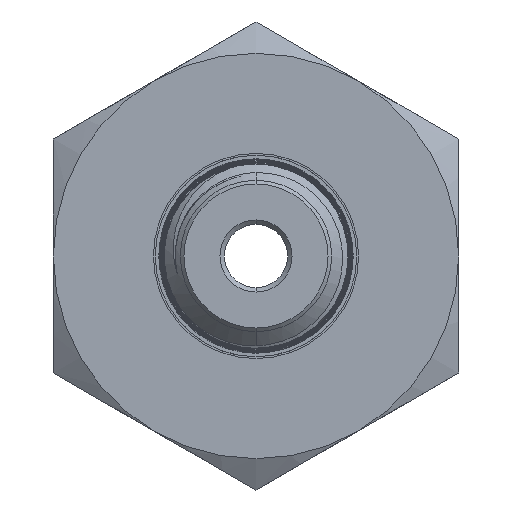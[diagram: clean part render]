
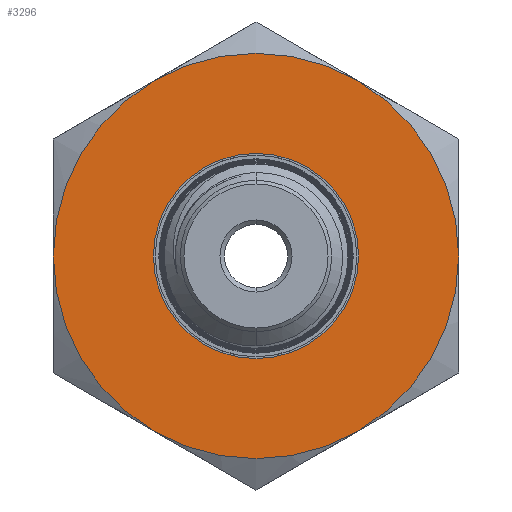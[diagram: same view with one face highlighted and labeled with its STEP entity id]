
A CAD part, left-side view. The second image highlights one B-rep face of the part: STEP entity #3296.
In plain terms, the highlighted planar face has unit normal (-1, 0, 0).
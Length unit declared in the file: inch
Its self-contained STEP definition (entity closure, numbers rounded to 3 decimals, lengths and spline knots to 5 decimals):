
#113 = CIRCLE ( 'NONE', #13053, 0.5625 ) ;
#217 = CIRCLE ( 'NONE', #8753, 0.5625 ) ;
#356 = CARTESIAN_POINT ( 'NONE',  ( -0.9445, 0., 0. ) ) ;
#411 = DIRECTION ( 'NONE',  ( 0., 0., -1. ) ) ;
#415 = AXIS2_PLACEMENT_3D ( 'NONE', #356, #10424, #1813 ) ;
#1520 = ORIENTED_EDGE ( 'NONE', *, *, #4694, .F. ) ;
#1620 = CARTESIAN_POINT ( 'NONE',  ( -0.9445, -0.48714, -0.28125 ) ) ;
#1813 = DIRECTION ( 'NONE',  ( 0., 0., -1. ) ) ;
#1896 = EDGE_CURVE ( 'NONE', #12791, #4231, #8098, .T. ) ;
#2154 = EDGE_CURVE ( 'NONE', #4231, #17384, #18316, .T. ) ;
#2356 = CARTESIAN_POINT ( 'NONE',  ( -0.9445, 0.48714, -0.28125 ) ) ;
#2931 = ORIENTED_EDGE ( 'NONE', *, *, #1896, .F. ) ;
#3296 = ADVANCED_FACE ( 'NONE', ( #14424, #10151 ), #12578, .T. ) ;
#3515 = CARTESIAN_POINT ( 'NONE',  ( -0.9445, 0., 0. ) ) ;
#3998 = AXIS2_PLACEMENT_3D ( 'NONE', #12515, #16981, #13917 ) ;
#4231 = VERTEX_POINT ( 'NONE', #8402 ) ;
#4419 = DIRECTION ( 'NONE',  ( 1., 0., 0. ) ) ;
#4536 = CARTESIAN_POINT ( 'NONE',  ( -0.9445, 0., -0.28475 ) ) ;
#4555 = EDGE_CURVE ( 'NONE', #13235, #12791, #113, .T. ) ;
#4662 = CARTESIAN_POINT ( 'NONE',  ( -0.9445, 0., 0. ) ) ;
#4694 = EDGE_CURVE ( 'NONE', #17384, #5259, #5929, .T. ) ;
#4783 = DIRECTION ( 'NONE',  ( 1., 0., 0. ) ) ;
#4844 = DIRECTION ( 'NONE',  ( 1., 0., 0. ) ) ;
#4873 = AXIS2_PLACEMENT_3D ( 'NONE', #13684, #9173, #15221 ) ;
#4952 = DIRECTION ( 'NONE',  ( 0., 0., -1. ) ) ;
#5259 = VERTEX_POINT ( 'NONE', #11942 ) ;
#5688 = DIRECTION ( 'NONE',  ( 0., 0., -1. ) ) ;
#5929 = CIRCLE ( 'NONE', #13894, 0.5625 ) ;
#6017 = CIRCLE ( 'NONE', #18098, 0.28475 ) ;
#6380 = CARTESIAN_POINT ( 'NONE',  ( -0.9445, 0., 0. ) ) ;
#6449 = EDGE_CURVE ( 'NONE', #5259, #15748, #7017, .T. ) ;
#7017 = CIRCLE ( 'NONE', #415, 0.5625 ) ;
#7027 = VERTEX_POINT ( 'NONE', #4536 ) ;
#7647 = DIRECTION ( 'NONE',  ( 0., 0., -1. ) ) ;
#7783 = DIRECTION ( 'NONE',  ( 1., 0., 0. ) ) ;
#8098 = CIRCLE ( 'NONE', #11104, 0.5625 ) ;
#8128 = ORIENTED_EDGE ( 'NONE', *, *, #18009, .T. ) ;
#8402 = CARTESIAN_POINT ( 'NONE',  ( -0.9445, -0.48714, 0.28125 ) ) ;
#8753 = AXIS2_PLACEMENT_3D ( 'NONE', #6380, #7783, #4952 ) ;
#9173 = DIRECTION ( 'NONE',  ( 1., 0., 0. ) ) ;
#9624 = EDGE_LOOP ( 'NONE', ( #15972, #8128 ) ) ;
#9868 = VERTEX_POINT ( 'NONE', #12363 ) ;
#10151 = FACE_OUTER_BOUND ( 'NONE', #15995, .T. ) ;
#10424 = DIRECTION ( 'NONE',  ( 1., 0., 0. ) ) ;
#10897 = CARTESIAN_POINT ( 'NONE',  ( -0.9445, 0.48714, 0.28125 ) ) ;
#11104 = AXIS2_PLACEMENT_3D ( 'NONE', #4662, #4783, #13475 ) ;
#11170 = ORIENTED_EDGE ( 'NONE', *, *, #16172, .F. ) ;
#11503 = CARTESIAN_POINT ( 'NONE',  ( -0.9445, 0., 0. ) ) ;
#11942 = CARTESIAN_POINT ( 'NONE',  ( -0.9445, 0., -0.5625 ) ) ;
#12008 = DIRECTION ( 'NONE',  ( 0., 0., -1. ) ) ;
#12089 = CIRCLE ( 'NONE', #4873, 0.28475 ) ;
#12363 = CARTESIAN_POINT ( 'NONE',  ( -0.9445, 0., 0.28475 ) ) ;
#12515 = CARTESIAN_POINT ( 'NONE',  ( -0.9445, 0.5625, 0. ) ) ;
#12578 = PLANE ( 'NONE',  #3998 ) ;
#12755 = ORIENTED_EDGE ( 'NONE', *, *, #4555, .F. ) ;
#12791 = VERTEX_POINT ( 'NONE', #16121 ) ;
#13033 = CARTESIAN_POINT ( 'NONE',  ( -0.9445, 0., 0. ) ) ;
#13053 = AXIS2_PLACEMENT_3D ( 'NONE', #13033, #4419, #12008 ) ;
#13235 = VERTEX_POINT ( 'NONE', #10897 ) ;
#13259 = ORIENTED_EDGE ( 'NONE', *, *, #2154, .F. ) ;
#13475 = DIRECTION ( 'NONE',  ( 0., 0., -1. ) ) ;
#13684 = CARTESIAN_POINT ( 'NONE',  ( -0.9445, 0., 0. ) ) ;
#13894 = AXIS2_PLACEMENT_3D ( 'NONE', #14897, #4844, #411 ) ;
#13917 = DIRECTION ( 'NONE',  ( 0., 0., 1. ) ) ;
#14424 = FACE_BOUND ( 'NONE', #9624, .T. ) ;
#14897 = CARTESIAN_POINT ( 'NONE',  ( -0.9445, 0., 0. ) ) ;
#14943 = DIRECTION ( 'NONE',  ( 1., 0., 0. ) ) ;
#14982 = ORIENTED_EDGE ( 'NONE', *, *, #6449, .F. ) ;
#15221 = DIRECTION ( 'NONE',  ( 0., 0., -1. ) ) ;
#15748 = VERTEX_POINT ( 'NONE', #2356 ) ;
#15750 = DIRECTION ( 'NONE',  ( 1., 0., 0. ) ) ;
#15972 = ORIENTED_EDGE ( 'NONE', *, *, #16763, .T. ) ;
#15995 = EDGE_LOOP ( 'NONE', ( #14982, #1520, #13259, #2931, #12755, #11170 ) ) ;
#16121 = CARTESIAN_POINT ( 'NONE',  ( -0.9445, 0., 0.5625 ) ) ;
#16172 = EDGE_CURVE ( 'NONE', #15748, #13235, #217, .T. ) ;
#16763 = EDGE_CURVE ( 'NONE', #7027, #9868, #6017, .T. ) ;
#16981 = DIRECTION ( 'NONE',  ( -1., 0., 0. ) ) ;
#17384 = VERTEX_POINT ( 'NONE', #1620 ) ;
#17942 = AXIS2_PLACEMENT_3D ( 'NONE', #11503, #15750, #5688 ) ;
#18009 = EDGE_CURVE ( 'NONE', #9868, #7027, #12089, .T. ) ;
#18098 = AXIS2_PLACEMENT_3D ( 'NONE', #3515, #14943, #7647 ) ;
#18316 = CIRCLE ( 'NONE', #17942, 0.5625 ) ;
